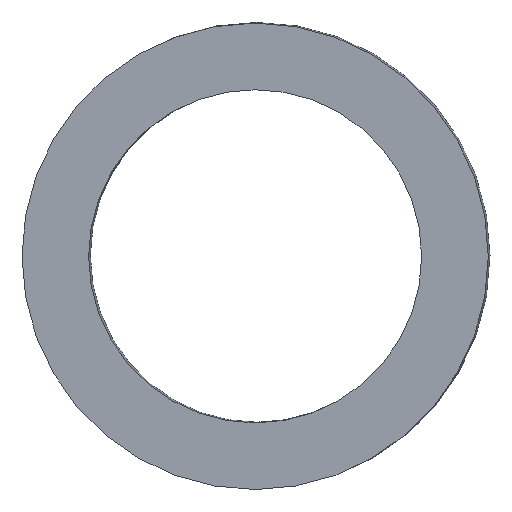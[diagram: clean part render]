
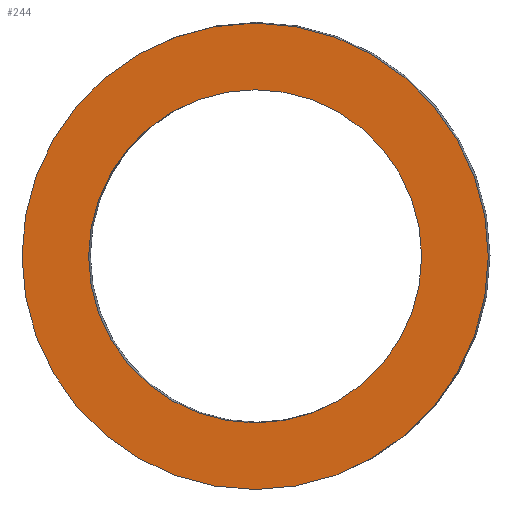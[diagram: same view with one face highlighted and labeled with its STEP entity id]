
A CAD part, left-side view. The second image highlights one B-rep face of the part: STEP entity #244.
In plain terms, the highlighted planar face has unit normal (-1, 0.025, -0.01).
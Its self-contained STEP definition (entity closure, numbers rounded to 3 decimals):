
#2 = VERTEX_POINT ( 'NONE', #103 ) ;
#6 = DIRECTION ( 'NONE',  ( 0.025, 1., 0. ) ) ;
#21 = AXIS2_PLACEMENT_3D ( 'NONE', #204, #42, #106 ) ;
#26 = CARTESIAN_POINT ( 'NONE',  ( 88.783, -33.163, 46.763 ) ) ;
#28 = DIRECTION ( 'NONE',  ( 0.025, 1., 0. ) ) ;
#29 = AXIS2_PLACEMENT_3D ( 'NONE', #47, #228, #28 ) ;
#42 = DIRECTION ( 'NONE',  ( 1., -0.025, 0.01 ) ) ;
#45 = ORIENTED_EDGE ( 'NONE', *, *, #84, .F. ) ;
#46 = ORIENTED_EDGE ( 'NONE', *, *, #143, .T. ) ;
#47 = CARTESIAN_POINT ( 'NONE',  ( 88.783, -33.163, 46.763 ) ) ;
#49 = DIRECTION ( 'NONE',  ( 1., -0.025, 0.01 ) ) ;
#52 = FACE_BOUND ( 'NONE', #124, .T. ) ;
#64 = CARTESIAN_POINT ( 'NONE',  ( 88.467, -45.659, 46.763 ) ) ;
#68 = EDGE_LOOP ( 'NONE', ( #187, #45 ) ) ;
#77 = VERTEX_POINT ( 'NONE', #144 ) ;
#84 = EDGE_CURVE ( 'NONE', #77, #2, #158, .T. ) ;
#92 = CARTESIAN_POINT ( 'NONE',  ( 89.098, -20.667, 46.763 ) ) ;
#95 = EDGE_CURVE ( 'NONE', #221, #137, #139, .T. ) ;
#103 = CARTESIAN_POINT ( 'NONE',  ( 88.341, -50.658, 46.763 ) ) ;
#106 = DIRECTION ( 'NONE',  ( 0.025, 1., 0. ) ) ;
#109 = FACE_OUTER_BOUND ( 'NONE', #68, .T. ) ;
#111 = DIRECTION ( 'NONE',  ( 0.025, 1., 0. ) ) ;
#124 = EDGE_LOOP ( 'NONE', ( #46, #222 ) ) ;
#137 = VERTEX_POINT ( 'NONE', #64 ) ;
#139 = CIRCLE ( 'NONE', #29, 12.5 ) ;
#143 = EDGE_CURVE ( 'NONE', #137, #221, #184, .T. ) ;
#144 = CARTESIAN_POINT ( 'NONE',  ( 89.224, -15.669, 46.763 ) ) ;
#149 = PLANE ( 'NONE',  #212 ) ;
#152 = DIRECTION ( 'NONE',  ( 0.025, 1., 0. ) ) ;
#158 = CIRCLE ( 'NONE', #189, 17.5 ) ;
#159 = CIRCLE ( 'NONE', #215, 17.5 ) ;
#184 = CIRCLE ( 'NONE', #21, 12.5 ) ;
#187 = ORIENTED_EDGE ( 'NONE', *, *, #232, .F. ) ;
#189 = AXIS2_PLACEMENT_3D ( 'NONE', #26, #227, #6 ) ;
#204 = CARTESIAN_POINT ( 'NONE',  ( 88.783, -33.163, 46.763 ) ) ;
#212 = AXIS2_PLACEMENT_3D ( 'NONE', #217, #49, #152 ) ;
#215 = AXIS2_PLACEMENT_3D ( 'NONE', #245, #229, #111 ) ;
#217 = CARTESIAN_POINT ( 'NONE',  ( 88.783, -33.163, 46.763 ) ) ;
#221 = VERTEX_POINT ( 'NONE', #92 ) ;
#222 = ORIENTED_EDGE ( 'NONE', *, *, #95, .T. ) ;
#227 = DIRECTION ( 'NONE',  ( 1., -0.025, 0.01 ) ) ;
#228 = DIRECTION ( 'NONE',  ( 1., -0.025, 0.01 ) ) ;
#229 = DIRECTION ( 'NONE',  ( 1., -0.025, 0.01 ) ) ;
#232 = EDGE_CURVE ( 'NONE', #2, #77, #159, .T. ) ;
#244 = ADVANCED_FACE ( 'NONE', ( #109, #52 ), #149, .F. ) ;
#245 = CARTESIAN_POINT ( 'NONE',  ( 88.783, -33.163, 46.763 ) ) ;
